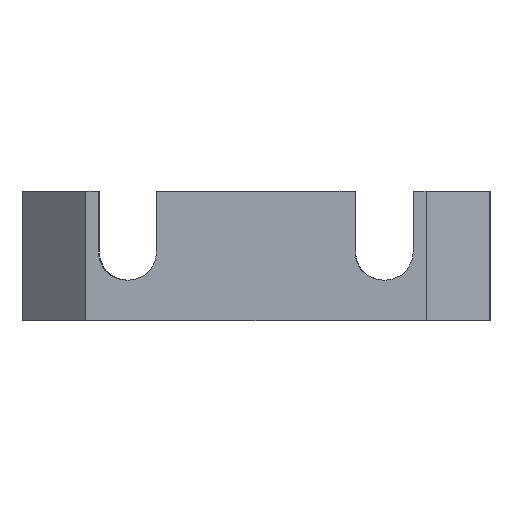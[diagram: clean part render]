
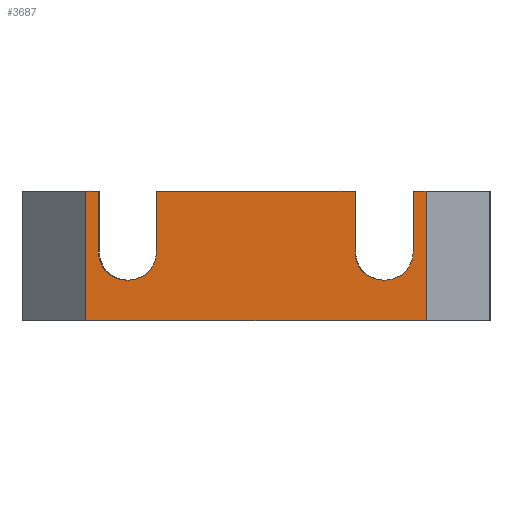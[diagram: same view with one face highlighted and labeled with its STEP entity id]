
A CAD part, left-side view. The second image highlights one B-rep face of the part: STEP entity #3687.
In plain terms, the highlighted planar face has unit normal (-1, 0, 0).
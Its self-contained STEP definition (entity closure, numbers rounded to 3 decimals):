
#22=CIRCLE('',#3812,1.75);
#23=CIRCLE('',#3815,1.75);
#25=CIRCLE('',#3819,1.75);
#28=CIRCLE('',#3824,1.75);
#241=FACE_OUTER_BOUND('',#428,.T.);
#428=EDGE_LOOP('',(#3298,#3299,#3300,#3301,#3302,#3303,#3304,#3305,#3306,
#3307,#3308,#3309,#3310,#3311,#3312,#3313));
#705=LINE('',#5380,#1199);
#781=LINE('',#5534,#1275);
#805=LINE('',#5582,#1299);
#808=LINE('',#5593,#1302);
#812=LINE('',#5606,#1306);
#818=LINE('',#5621,#1312);
#881=LINE('',#5789,#1375);
#904=LINE('',#5835,#1398);
#907=LINE('',#5839,#1401);
#908=LINE('',#5841,#1402);
#918=LINE('',#5860,#1412);
#923=LINE('',#5871,#1417);
#1199=VECTOR('',#4355,10.);
#1275=VECTOR('',#4485,10.);
#1299=VECTOR('',#4521,10.);
#1302=VECTOR('',#4532,10.);
#1306=VECTOR('',#4544,10.);
#1312=VECTOR('',#4558,10.);
#1375=VECTOR('',#4711,10.);
#1398=VECTOR('',#4774,10.);
#1401=VECTOR('',#4779,10.);
#1402=VECTOR('',#4782,10.);
#1412=VECTOR('',#4798,10.);
#1417=VECTOR('',#4815,10.);
#1610=VERTEX_POINT('',#5377);
#1611=VERTEX_POINT('',#5379);
#1661=VERTEX_POINT('',#5531);
#1662=VERTEX_POINT('',#5533);
#1677=VERTEX_POINT('',#5572);
#1678=VERTEX_POINT('',#5574);
#1680=VERTEX_POINT('',#5580);
#1681=VERTEX_POINT('',#5584);
#1682=VERTEX_POINT('',#5585);
#1685=VERTEX_POINT('',#5596);
#1686=VERTEX_POINT('',#5597);
#1689=VERTEX_POINT('',#5605);
#1693=VERTEX_POINT('',#5614);
#1694=VERTEX_POINT('',#5616);
#1753=VERTEX_POINT('',#5786);
#1763=VERTEX_POINT('',#5858);
#2036=EDGE_CURVE('',#1610,#1611,#705,.F.);
#2112=EDGE_CURVE('',#1661,#1662,#781,.F.);
#2134=EDGE_CURVE('',#1677,#1678,#22,.F.);
#2138=EDGE_CURVE('',#1677,#1680,#805,.T.);
#2139=EDGE_CURVE('',#1681,#1682,#23,.F.);
#2143=EDGE_CURVE('',#1682,#1610,#808,.F.);
#2145=EDGE_CURVE('',#1685,#1686,#25,.F.);
#2149=EDGE_CURVE('',#1686,#1689,#812,.F.);
#2154=EDGE_CURVE('',#1693,#1694,#28,.F.);
#2157=EDGE_CURVE('',#1693,#1662,#818,.T.);
#2243=EDGE_CURVE('',#1661,#1753,#881,.F.);
#2267=EDGE_CURVE('',#1689,#1680,#904,.F.);
#2270=EDGE_CURVE('',#1694,#1685,#907,.F.);
#2271=EDGE_CURVE('',#1678,#1681,#908,.F.);
#2281=EDGE_CURVE('',#1763,#1753,#918,.F.);
#2286=EDGE_CURVE('',#1611,#1763,#923,.T.);
#3298=ORIENTED_EDGE('',*,*,#2286,.F.);
#3299=ORIENTED_EDGE('',*,*,#2036,.F.);
#3300=ORIENTED_EDGE('',*,*,#2143,.F.);
#3301=ORIENTED_EDGE('',*,*,#2139,.F.);
#3302=ORIENTED_EDGE('',*,*,#2271,.F.);
#3303=ORIENTED_EDGE('',*,*,#2134,.F.);
#3304=ORIENTED_EDGE('',*,*,#2138,.T.);
#3305=ORIENTED_EDGE('',*,*,#2267,.F.);
#3306=ORIENTED_EDGE('',*,*,#2149,.F.);
#3307=ORIENTED_EDGE('',*,*,#2145,.F.);
#3308=ORIENTED_EDGE('',*,*,#2270,.F.);
#3309=ORIENTED_EDGE('',*,*,#2154,.F.);
#3310=ORIENTED_EDGE('',*,*,#2157,.T.);
#3311=ORIENTED_EDGE('',*,*,#2112,.F.);
#3312=ORIENTED_EDGE('',*,*,#2243,.T.);
#3313=ORIENTED_EDGE('',*,*,#2281,.F.);
#3506=PLANE('',#3902);
#3687=ADVANCED_FACE('',(#241),#3506,.T.);
#3812=AXIS2_PLACEMENT_3D('',#5575,#4514,#4515);
#3815=AXIS2_PLACEMENT_3D('',#5586,#4524,#4525);
#3819=AXIS2_PLACEMENT_3D('',#5598,#4536,#4537);
#3824=AXIS2_PLACEMENT_3D('',#5617,#4552,#4553);
#3902=AXIS2_PLACEMENT_3D('',#5872,#4816,#4817);
#4355=DIRECTION('',(0.,1.,0.));
#4485=DIRECTION('',(0.,1.,0.));
#4514=DIRECTION('center_axis',(1.,0.,0.));
#4515=DIRECTION('ref_axis',(0.,0.707,-0.707));
#4521=DIRECTION('',(0.,0.,1.));
#4524=DIRECTION('center_axis',(1.,0.,0.));
#4525=DIRECTION('ref_axis',(0.,-0.707,-0.707));
#4532=DIRECTION('',(0.,0.,-1.));
#4536=DIRECTION('center_axis',(1.,0.,0.));
#4537=DIRECTION('ref_axis',(0.,-0.707,-0.707));
#4544=DIRECTION('',(0.,0.,-1.));
#4552=DIRECTION('center_axis',(1.,0.,0.));
#4553=DIRECTION('ref_axis',(0.,0.707,-0.707));
#4558=DIRECTION('',(0.,0.,1.));
#4711=DIRECTION('',(0.,0.,1.));
#4774=DIRECTION('',(0.,1.,0.));
#4779=DIRECTION('',(0.,1.,0.));
#4782=DIRECTION('',(0.,1.,0.));
#4798=DIRECTION('',(0.,-1.,0.));
#4815=DIRECTION('',(0.,0.,-1.));
#4816=DIRECTION('center_axis',(-1.,0.,0.));
#4817=DIRECTION('ref_axis',(0.,-1.,0.));
#5377=CARTESIAN_POINT('',(-1.2,1.262,7.));
#5379=CARTESIAN_POINT('',(-1.2,0.459,7.));
#5380=CARTESIAN_POINT('',(-1.2,10.866,7.));
#5531=CARTESIAN_POINT('',(-1.2,21.541,7.));
#5533=CARTESIAN_POINT('',(-1.2,20.771,7.));
#5534=CARTESIAN_POINT('',(-1.2,21.727,7.));
#5572=CARTESIAN_POINT('',(-1.2,4.862,3.25));
#5574=CARTESIAN_POINT('',(-1.2,3.112,1.5));
#5575=CARTESIAN_POINT('Origin',(-1.2,3.112,3.25));
#5580=CARTESIAN_POINT('',(-1.2,4.862,7.));
#5582=CARTESIAN_POINT('',(-1.2,4.862,0.75));
#5584=CARTESIAN_POINT('',(-1.2,3.012,1.5));
#5585=CARTESIAN_POINT('',(-1.2,1.262,3.25));
#5586=CARTESIAN_POINT('Origin',(-1.2,3.012,3.25));
#5593=CARTESIAN_POINT('',(-1.2,1.262,0.75));
#5596=CARTESIAN_POINT('',(-1.2,18.921,1.5));
#5597=CARTESIAN_POINT('',(-1.2,17.171,3.25));
#5598=CARTESIAN_POINT('Origin',(-1.2,18.921,3.25));
#5605=CARTESIAN_POINT('',(-1.2,17.171,7.));
#5606=CARTESIAN_POINT('',(-1.2,17.171,0.75));
#5614=CARTESIAN_POINT('',(-1.2,20.771,3.25));
#5616=CARTESIAN_POINT('',(-1.2,19.021,1.5));
#5617=CARTESIAN_POINT('Origin',(-1.2,19.021,3.25));
#5621=CARTESIAN_POINT('',(-1.2,20.771,0.75));
#5786=CARTESIAN_POINT('',(-1.2,21.541,-1.));
#5789=CARTESIAN_POINT('',(-1.2,21.541,0.));
#5835=CARTESIAN_POINT('',(-1.2,16.308,7.));
#5839=CARTESIAN_POINT('',(-1.2,16.3,1.5));
#5841=CARTESIAN_POINT('',(-1.2,16.3,1.5));
#5858=CARTESIAN_POINT('',(-1.2,0.459,-1.));
#5860=CARTESIAN_POINT('',(-1.2,16.3,-1.));
#5871=CARTESIAN_POINT('',(-1.2,0.459,0.));
#5872=CARTESIAN_POINT('Origin',(-1.2,21.6,0.));
